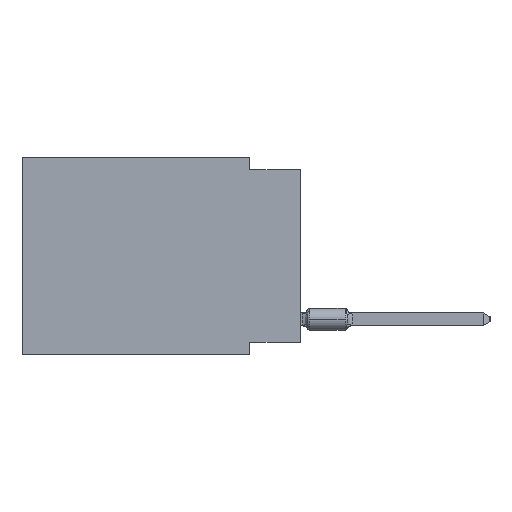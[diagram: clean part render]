
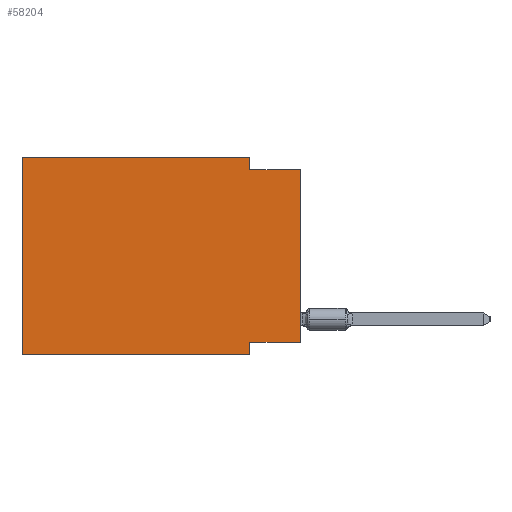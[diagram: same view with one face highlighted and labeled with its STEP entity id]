
A CAD part, left-side view. The second image highlights one B-rep face of the part: STEP entity #58204.
In plain terms, the highlighted planar face has unit normal (-1, 0, 0).
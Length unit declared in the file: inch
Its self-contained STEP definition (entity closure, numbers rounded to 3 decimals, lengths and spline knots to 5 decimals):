
#2504 = ORIENTED_EDGE ( 'NONE', *, *, #13778, .F. ) ;
#2855 = DIRECTION ( 'NONE',  ( 0., -1., 0. ) ) ;
#3774 = ORIENTED_EDGE ( 'NONE', *, *, #36189, .F. ) ;
#5950 = VECTOR ( 'NONE', #14839, 39.37008 ) ;
#5999 = VECTOR ( 'NONE', #27865, 39.37008 ) ;
#6108 = CARTESIAN_POINT ( 'NONE',  ( 0., 0.55, -0.39 ) ) ;
#6533 = VERTEX_POINT ( 'NONE', #40242 ) ;
#12072 = CARTESIAN_POINT ( 'NONE',  ( 0., 0.1, -0.025 ) ) ;
#12076 = VERTEX_POINT ( 'NONE', #12072 ) ;
#13344 = CARTESIAN_POINT ( 'NONE',  ( 0., 0.55, 0. ) ) ;
#13778 = EDGE_CURVE ( 'NONE', #22934, #48932, #31313, .T. ) ;
#14839 = DIRECTION ( 'NONE',  ( 0., 0., -1. ) ) ;
#17249 = DIRECTION ( 'NONE',  ( 1., 0., 0. ) ) ;
#18045 = ORIENTED_EDGE ( 'NONE', *, *, #35504, .F. ) ;
#18435 = VECTOR ( 'NONE', #45092, 39.37008 ) ;
#18564 = LINE ( 'NONE', #36872, #5999 ) ;
#19933 = EDGE_CURVE ( 'NONE', #6533, #44722, #56831, .T. ) ;
#20244 = CARTESIAN_POINT ( 'NONE',  ( 0., 0., 0. ) ) ;
#21724 = LINE ( 'NONE', #43980, #48249 ) ;
#21854 = CARTESIAN_POINT ( 'NONE',  ( 0., 0., -0.025 ) ) ;
#22320 = DIRECTION ( 'NONE',  ( 0., -1., 0. ) ) ;
#22934 = VERTEX_POINT ( 'NONE', #13344 ) ;
#22947 = ORIENTED_EDGE ( 'NONE', *, *, #30224, .F. ) ;
#24778 = LINE ( 'NONE', #20244, #34076 ) ;
#27372 = LINE ( 'NONE', #40585, #18435 ) ;
#27865 = DIRECTION ( 'NONE',  ( 0., 0., -1. ) ) ;
#28031 = LINE ( 'NONE', #55375, #5950 ) ;
#28730 = CARTESIAN_POINT ( 'NONE',  ( 0., 0., -0.365 ) ) ;
#28983 = VERTEX_POINT ( 'NONE', #54879 ) ;
#29021 = LINE ( 'NONE', #28730, #47725 ) ;
#30224 = EDGE_CURVE ( 'NONE', #44153, #28983, #29021, .T. ) ;
#31313 = LINE ( 'NONE', #40019, #36022 ) ;
#34076 = VECTOR ( 'NONE', #38543, 39.37008 ) ;
#34701 = EDGE_CURVE ( 'NONE', #6533, #22934, #27372, .T. ) ;
#35504 = EDGE_CURVE ( 'NONE', #48932, #12076, #28031, .T. ) ;
#35559 = DIRECTION ( 'NONE',  ( 0., 0., -1. ) ) ;
#36022 = VECTOR ( 'NONE', #22320, 39.37008 ) ;
#36189 = EDGE_CURVE ( 'NONE', #28983, #44722, #18564, .T. ) ;
#36492 = EDGE_LOOP ( 'NONE', ( #51781, #42184, #18045, #2504, #38876, #49602, #3774, #22947 ) ) ;
#36613 = VECTOR ( 'NONE', #47504, 39.37008 ) ;
#36872 = CARTESIAN_POINT ( 'NONE',  ( 0., 0.1, -0.39 ) ) ;
#38021 = AXIS2_PLACEMENT_3D ( 'NONE', #40354, #17249, #35559 ) ;
#38033 = DIRECTION ( 'NONE',  ( 0., 1., 0. ) ) ;
#38228 = VERTEX_POINT ( 'NONE', #21854 ) ;
#38543 = DIRECTION ( 'NONE',  ( 0., 0., 1. ) ) ;
#38876 = ORIENTED_EDGE ( 'NONE', *, *, #34701, .F. ) ;
#39948 = EDGE_CURVE ( 'NONE', #44153, #38228, #24778, .T. ) ;
#40019 = CARTESIAN_POINT ( 'NONE',  ( 0., 0.55, 0. ) ) ;
#40242 = CARTESIAN_POINT ( 'NONE',  ( 0., 0.55, -0.39 ) ) ;
#40354 = CARTESIAN_POINT ( 'NONE',  ( 0., 0.55, 0. ) ) ;
#40585 = CARTESIAN_POINT ( 'NONE',  ( 0., 0.55, 0. ) ) ;
#40958 = FACE_OUTER_BOUND ( 'NONE', #36492, .T. ) ;
#41929 = CARTESIAN_POINT ( 'NONE',  ( 0., 0.1, 0. ) ) ;
#42184 = ORIENTED_EDGE ( 'NONE', *, *, #53968, .F. ) ;
#43980 = CARTESIAN_POINT ( 'NONE',  ( 0., 0., -0.025 ) ) ;
#44153 = VERTEX_POINT ( 'NONE', #50423 ) ;
#44722 = VERTEX_POINT ( 'NONE', #46120 ) ;
#45092 = DIRECTION ( 'NONE',  ( 0., 0., 1. ) ) ;
#45158 = PLANE ( 'NONE',  #38021 ) ;
#46120 = CARTESIAN_POINT ( 'NONE',  ( 0., 0.1, -0.39 ) ) ;
#47504 = DIRECTION ( 'NONE',  ( 0., -1., 0. ) ) ;
#47725 = VECTOR ( 'NONE', #38033, 39.37008 ) ;
#48249 = VECTOR ( 'NONE', #2855, 39.37008 ) ;
#48932 = VERTEX_POINT ( 'NONE', #41929 ) ;
#49602 = ORIENTED_EDGE ( 'NONE', *, *, #19933, .T. ) ;
#50423 = CARTESIAN_POINT ( 'NONE',  ( 0., 0., -0.365 ) ) ;
#51781 = ORIENTED_EDGE ( 'NONE', *, *, #39948, .T. ) ;
#53968 = EDGE_CURVE ( 'NONE', #12076, #38228, #21724, .T. ) ;
#54879 = CARTESIAN_POINT ( 'NONE',  ( 0., 0.1, -0.365 ) ) ;
#55375 = CARTESIAN_POINT ( 'NONE',  ( 0., 0.1, 0. ) ) ;
#56831 = LINE ( 'NONE', #6108, #36613 ) ;
#58204 = ADVANCED_FACE ( 'NONE', ( #40958 ), #45158, .F. ) ;
